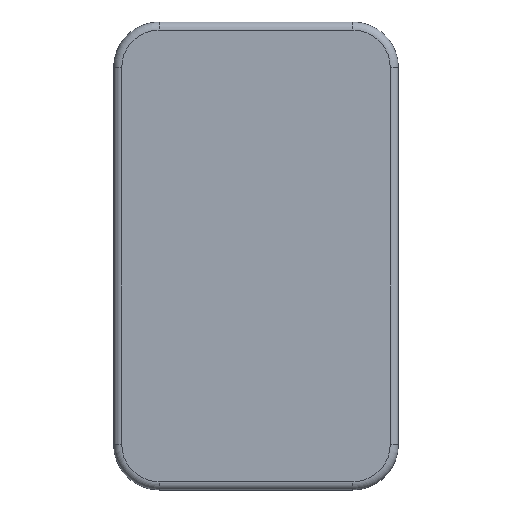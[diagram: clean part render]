
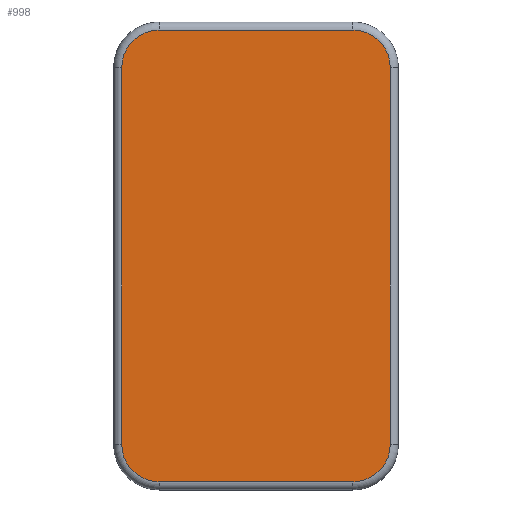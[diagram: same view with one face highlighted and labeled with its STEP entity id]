
A CAD part, top view. The second image highlights one B-rep face of the part: STEP entity #998.
In plain terms, the highlighted planar face has unit normal (0, 0, 1).
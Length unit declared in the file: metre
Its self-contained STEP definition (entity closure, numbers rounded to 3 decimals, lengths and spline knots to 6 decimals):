
#88=LINE('',#1661,#162);
#89=LINE('',#1666,#163);
#90=LINE('',#1670,#164);
#91=LINE('',#1674,#165);
#162=VECTOR('',#1304,1.);
#163=VECTOR('',#1307,1.);
#164=VECTOR('',#1310,1.);
#165=VECTOR('',#1313,1.);
#264=ORIENTED_EDGE('',*,*,#528,.T.);
#265=ORIENTED_EDGE('',*,*,#529,.T.);
#266=ORIENTED_EDGE('',*,*,#530,.T.);
#267=ORIENTED_EDGE('',*,*,#531,.T.);
#268=ORIENTED_EDGE('',*,*,#532,.T.);
#269=ORIENTED_EDGE('',*,*,#533,.T.);
#270=ORIENTED_EDGE('',*,*,#534,.T.);
#271=ORIENTED_EDGE('',*,*,#535,.T.);
#528=EDGE_CURVE('',#656,#657,#88,.T.);
#529=EDGE_CURVE('',#657,#658,#720,.T.);
#530=EDGE_CURVE('',#658,#659,#89,.T.);
#531=EDGE_CURVE('',#659,#660,#721,.T.);
#532=EDGE_CURVE('',#660,#661,#90,.F.);
#533=EDGE_CURVE('',#661,#662,#722,.T.);
#534=EDGE_CURVE('',#662,#663,#91,.F.);
#535=EDGE_CURVE('',#663,#656,#723,.T.);
#656=VERTEX_POINT('',#1662);
#657=VERTEX_POINT('',#1663);
#658=VERTEX_POINT('',#1665);
#659=VERTEX_POINT('',#1667);
#660=VERTEX_POINT('',#1669);
#661=VERTEX_POINT('',#1671);
#662=VERTEX_POINT('',#1673);
#663=VERTEX_POINT('',#1675);
#720=CIRCLE('',#1105,0.0092);
#721=CIRCLE('',#1106,0.0092);
#722=CIRCLE('',#1107,0.0092);
#723=CIRCLE('',#1108,0.0092);
#778=EDGE_LOOP('',(#264,#265,#266,#267,#268,#269,#270,#271));
#876=FACE_BOUND('',#778,.T.);
#961=PLANE('',#1104);
#998=ADVANCED_FACE('',(#876),#961,.T.);
#1104=AXIS2_PLACEMENT_3D('',#1660,#1302,#1303);
#1105=AXIS2_PLACEMENT_3D('',#1664,#1305,#1306);
#1106=AXIS2_PLACEMENT_3D('',#1668,#1308,#1309);
#1107=AXIS2_PLACEMENT_3D('',#1672,#1311,#1312);
#1108=AXIS2_PLACEMENT_3D('',#1676,#1314,#1315);
#1302=DIRECTION('',(0.,0.,1.));
#1303=DIRECTION('',(1.,0.,0.));
#1304=DIRECTION('',(-1.,0.,0.));
#1305=DIRECTION('',(0.,0.,1.));
#1306=DIRECTION('',(1.,0.,0.));
#1307=DIRECTION('',(0.,-1.,0.));
#1308=DIRECTION('',(0.,0.,1.));
#1309=DIRECTION('',(1.,0.,0.));
#1310=DIRECTION('',(-1.,0.,0.));
#1311=DIRECTION('',(0.,0.,1.));
#1312=DIRECTION('',(1.,0.,0.));
#1313=DIRECTION('',(0.,-1.,0.));
#1314=DIRECTION('',(0.,0.,1.));
#1315=DIRECTION('',(1.,0.,0.));
#1660=CARTESIAN_POINT('',(0.,0.,0.02));
#1661=CARTESIAN_POINT('',(-0.0238,0.0555,0.02));
#1662=CARTESIAN_POINT('',(0.0238,0.0555,0.02));
#1663=CARTESIAN_POINT('',(-0.0238,0.0555,0.02));
#1664=CARTESIAN_POINT('',(-0.0238,0.0463,0.02));
#1665=CARTESIAN_POINT('',(-0.033,0.0463,0.02));
#1666=CARTESIAN_POINT('',(-0.033,-0.0463,0.02));
#1667=CARTESIAN_POINT('',(-0.033,-0.0463,0.02));
#1668=CARTESIAN_POINT('',(-0.0238,-0.0463,0.02));
#1669=CARTESIAN_POINT('',(-0.0238,-0.0555,0.02));
#1670=CARTESIAN_POINT('',(0.,-0.0555,0.02));
#1671=CARTESIAN_POINT('',(0.0238,-0.0555,0.02));
#1672=CARTESIAN_POINT('',(0.0238,-0.0463,0.02));
#1673=CARTESIAN_POINT('',(0.033,-0.0463,0.02));
#1674=CARTESIAN_POINT('',(0.033,0.,0.02));
#1675=CARTESIAN_POINT('',(0.033,0.0463,0.02));
#1676=CARTESIAN_POINT('',(0.0238,0.0463,0.02));
